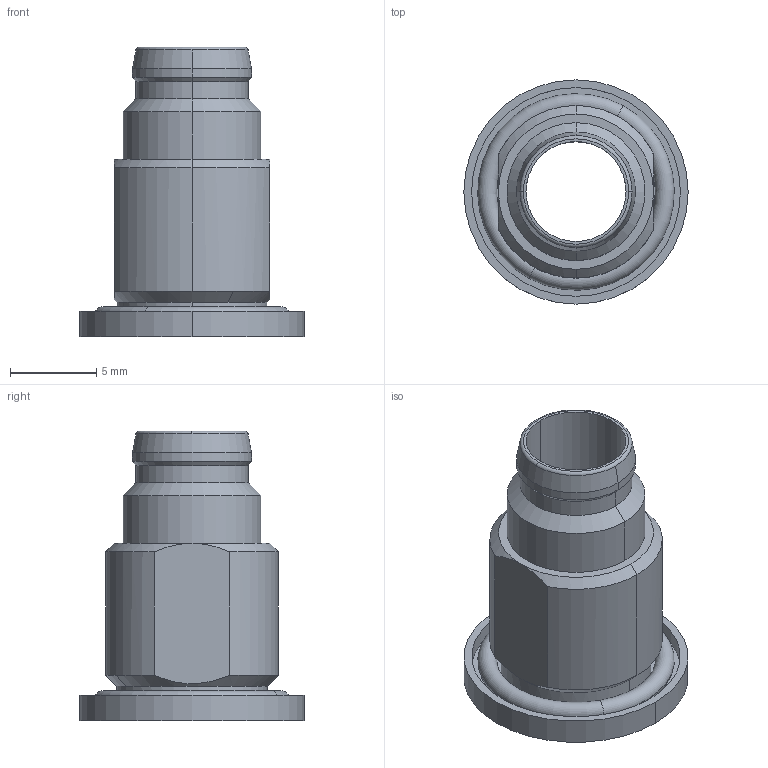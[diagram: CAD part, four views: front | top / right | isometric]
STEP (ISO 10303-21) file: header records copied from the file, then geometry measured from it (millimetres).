
FILE_DESCRIPTION(('CATIA V5R24 STEP','CAx-IF Rec.Pracs.--- Model Styling and Organization---1.2---2011-12-15'),'2;1');
FILE_NAME ('D1461969_0_2424540000_2424540000.stp','2017-08-29T12:25:21+00:00',('none'),('Weidmueller'),'CATIA Version 5-6 Release 2014 SP4 HF52','CATIA V5 STEP AP214','none');
FILE_SCHEMA(('AUTOMOTIVE_DESIGN { 1 0 10303 214 1 1 1 1 }'));
Length unit declared in the file: millimetre
Products named in the file (1): 2424540000
Bounding box: 13 x 13 x 16.8 mm (x, y, z)
Volume: 594.7 mm3; surface area: 1265.6 mm2
Topology: 3 solids, 3 shells, 62 faces, 141 edges, 87 vertices
Faces by surface type: cylinder 26, cone 16, plane 10, torus 10
Entity records: 1731 total; most frequent: CARTESIAN_POINT 411, ORIENTED_EDGE 282, DIRECTION 213, EDGE_CURVE 141, AXIS2_PLACEMENT_3D 125, VERTEX_POINT 87, CIRCLE 78, EDGE_LOOP 70
